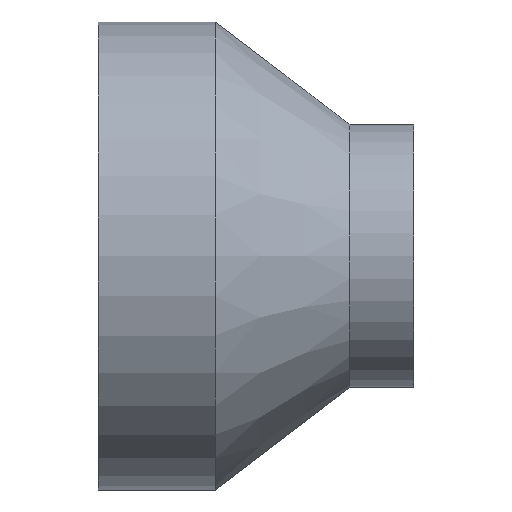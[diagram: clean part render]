
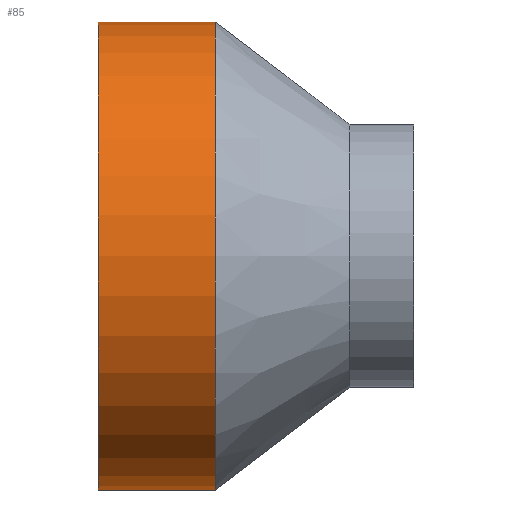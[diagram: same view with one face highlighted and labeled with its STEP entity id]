
A CAD part, top view. The second image highlights one B-rep face of the part: STEP entity #85.
In plain terms, the highlighted cylindrical face has radius 80 mm (diameter 160 mm), a partial arc.
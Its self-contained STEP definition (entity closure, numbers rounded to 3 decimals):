
#83 = VERTEX_POINT( '', #217 );
#85 = ADVANCED_FACE( '', ( #219 ), #220, .T. );
#97 = EDGE_CURVE( '', #83, #167, #232, .T. );
#105 = VERTEX_POINT( '', #242 );
#111 = EDGE_CURVE( '', #105, #177, #248, .T. );
#159 = EDGE_CURVE( '', #83, #177, #299, .T. );
#165 = EDGE_CURVE( '', #167, #105, #306, .T. );
#167 = VERTEX_POINT( '', #308 );
#177 = VERTEX_POINT( '', #321 );
#217 = CARTESIAN_POINT( '', ( 0., -80., 0. ) );
#219 = FACE_OUTER_BOUND( '', #359, .T. );
#220 = CYLINDRICAL_SURFACE( '', #360, 80. );
#232 = LINE( '', #380, #381 );
#242 = CARTESIAN_POINT( '', ( 40., 80., 0. ) );
#248 = LINE( '', #400, #401 );
#299 = CIRCLE( '', #468, 80. );
#306 = CIRCLE( '', #478, 80. );
#308 = CARTESIAN_POINT( '', ( 40., -80., 0. ) );
#321 = CARTESIAN_POINT( '', ( 0., 80., 0. ) );
#359 = EDGE_LOOP( '', ( #531, #532, #533, #534 ) );
#360 = AXIS2_PLACEMENT_3D( '', #535, #536, #537 );
#380 = CARTESIAN_POINT( '', ( 20., -80., 0. ) );
#381 = VECTOR( '', #549, 1. );
#400 = CARTESIAN_POINT( '', ( 20., 80., 0. ) );
#401 = VECTOR( '', #559, 1. );
#468 = AXIS2_PLACEMENT_3D( '', #613, #614, #615 );
#478 = AXIS2_PLACEMENT_3D( '', #625, #626, #627 );
#531 = ORIENTED_EDGE( '', *, *, #111, .T. );
#532 = ORIENTED_EDGE( '', *, *, #159, .F. );
#533 = ORIENTED_EDGE( '', *, *, #97, .T. );
#534 = ORIENTED_EDGE( '', *, *, #165, .T. );
#535 = CARTESIAN_POINT( '', ( 20., 0., 0. ) );
#536 = DIRECTION( '', ( 1., 0., 0. ) );
#537 = DIRECTION( '', ( 0., 1., 0. ) );
#549 = DIRECTION( '', ( 1., 0., 0. ) );
#559 = DIRECTION( '', ( -1., 0., 0. ) );
#613 = CARTESIAN_POINT( '', ( 0., 0., 0. ) );
#614 = DIRECTION( '', ( -1., 0., 0. ) );
#615 = DIRECTION( '', ( 0., 1., 0. ) );
#625 = CARTESIAN_POINT( '', ( 40., 0., 0. ) );
#626 = DIRECTION( '', ( -1., 0., 0. ) );
#627 = DIRECTION( '', ( 0., 1., 0. ) );
